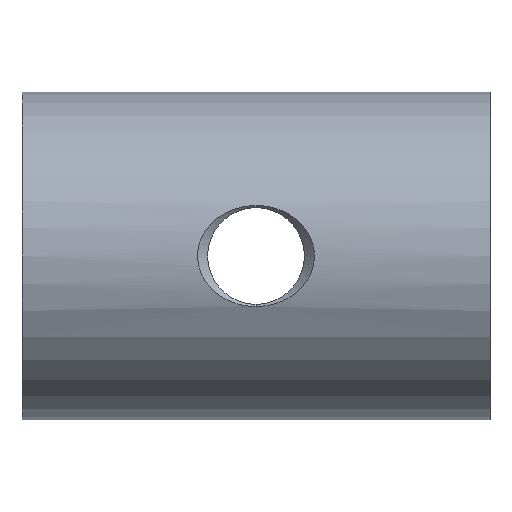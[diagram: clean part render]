
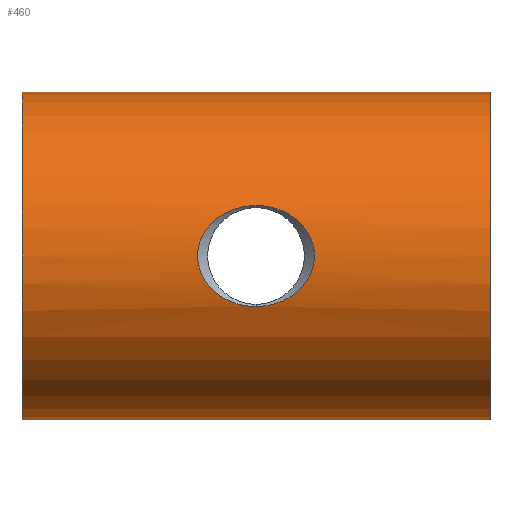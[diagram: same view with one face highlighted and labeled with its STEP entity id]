
A CAD part, front view. The second image highlights one B-rep face of the part: STEP entity #460.
In plain terms, the highlighted cylindrical face has radius 7 mm (diameter 14 mm), a partial arc.
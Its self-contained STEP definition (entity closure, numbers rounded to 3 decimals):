
#3 = CARTESIAN_POINT ( 'NONE',  ( 1.925, -6.664, -1.38 ) ) ;
#6 = ORIENTED_EDGE ( 'NONE', *, *, #100, .F. ) ;
#7 = CARTESIAN_POINT ( 'NONE',  ( 0.758, -6.49, 2.06 ) ) ;
#11 = CARTESIAN_POINT ( 'NONE',  ( -10., 0., 6.997 ) ) ;
#12 = VERTEX_POINT ( 'NONE', #128 ) ;
#14 = VERTEX_POINT ( 'NONE', #387 ) ;
#18 = FACE_OUTER_BOUND ( 'NONE', #274, .T. ) ;
#25 = CARTESIAN_POINT ( 'NONE',  ( 10., 0., -6.997 ) ) ;
#32 = CARTESIAN_POINT ( 'NONE',  ( -1.454, -6.576, 1.757 ) ) ;
#33 = CARTESIAN_POINT ( 'NONE',  ( 0., -6.459, 2.159 ) ) ;
#39 = CARTESIAN_POINT ( 'NONE',  ( 2.48, -6.795, -0.313 ) ) ;
#49 = EDGE_CURVE ( 'NONE', #125, #12, #83, .T. ) ;
#52 = EDGE_CURVE ( 'NONE', #280, #410, #205, .T. ) ;
#53 = DIRECTION ( 'NONE',  ( -1., 0., 0. ) ) ;
#56 = VECTOR ( 'NONE', #268, 1000. ) ;
#61 = CARTESIAN_POINT ( 'NONE',  ( -2.122, -6.707, 1.145 ) ) ;
#66 = DIRECTION ( 'NONE',  ( 1., 0., 0. ) ) ;
#67 = CARTESIAN_POINT ( 'NONE',  ( -0.153, -6.459, 2.159 ) ) ;
#68 = CARTESIAN_POINT ( 'NONE',  ( 2.125, -6.707, 1.141 ) ) ;
#70 = CARTESIAN_POINT ( 'NONE',  ( 0.153, -6.459, 2.159 ) ) ;
#73 = CARTESIAN_POINT ( 'NONE',  ( 2.5, -6.8, 0.147 ) ) ;
#83 = CIRCLE ( 'NONE', #140, 7. ) ;
#91 = VERTEX_POINT ( 'NONE', #206 ) ;
#94 = CARTESIAN_POINT ( 'NONE',  ( -1.459, -6.575, -1.772 ) ) ;
#95 = CARTESIAN_POINT ( 'NONE',  ( 1.459, -6.575, -1.771 ) ) ;
#96 = CARTESIAN_POINT ( 'NONE',  ( -1.192, -6.534, -1.914 ) ) ;
#100 = EDGE_CURVE ( 'NONE', #91, #12, #208, .T. ) ;
#104 = CARTESIAN_POINT ( 'NONE',  ( -2.207, -6.727, 1.02 ) ) ;
#107 = AXIS2_PLACEMENT_3D ( 'NONE', #204, #66, #167 ) ;
#125 = VERTEX_POINT ( 'NONE', #11 ) ;
#128 = CARTESIAN_POINT ( 'NONE',  ( -10., 0., -6.997 ) ) ;
#133 = CARTESIAN_POINT ( 'NONE',  ( -1.58, -6.597, 1.674 ) ) ;
#136 = CARTESIAN_POINT ( 'NONE',  ( 0.308, -6.459, -2.159 ) ) ;
#137 = CARTESIAN_POINT ( 'NONE',  ( -0.308, -6.463, 2.146 ) ) ;
#139 = CARTESIAN_POINT ( 'NONE',  ( -1.187, -6.537, 1.902 ) ) ;
#140 = AXIS2_PLACEMENT_3D ( 'NONE', #398, #168, #439 ) ;
#141 = CARTESIAN_POINT ( 'NONE',  ( 2.21, -6.727, 1.015 ) ) ;
#147 = CARTESIAN_POINT ( 'NONE',  ( 2.352, -6.762, 0.743 ) ) ;
#150 = CARTESIAN_POINT ( 'NONE',  ( 2.499, -6.8, -0.159 ) ) ;
#163 = FACE_BOUND ( 'NONE', #450, .T. ) ;
#167 = DIRECTION ( 'NONE',  ( 0., 0., -1. ) ) ;
#168 = DIRECTION ( 'NONE',  ( 1., 0., 0. ) ) ;
#170 = CARTESIAN_POINT ( 'NONE',  ( -2.406, -6.776, -0.603 ) ) ;
#172 = CARTESIAN_POINT ( 'NONE',  ( -2.349, -6.761, 0.749 ) ) ;
#173 = CARTESIAN_POINT ( 'NONE',  ( 0., -6.459, 2.159 ) ) ;
#178 = ORIENTED_EDGE ( 'NONE', *, *, #303, .F. ) ;
#180 = B_SPLINE_CURVE_WITH_KNOTS ( 'NONE', 3,
 ( #472, #136, #243, #466, #95, #392, #3, #227, #416, #330, #477, #39, #150, #73, #369, #223, #147, #141, #68, #270, #214, #443, #374, #7, #408, #186, #70, #33 ),
 .UNSPECIFIED., .F., .F.,
 ( 4, 2, 2, 2, 2, 2, 2, 2, 2, 2, 2, 2, 2, 4 ),
 ( 0.002, 0.003, 0.004, 0.004, 0.005, 0.005, 0.005, 0.006, 0.006, 0.007, 0.007, 0.008, 0.009, 0.009 ),
 .UNSPECIFIED. ) ;
#182 = EDGE_CURVE ( 'NONE', #14, #125, #434, .T. ) ;
#186 = CARTESIAN_POINT ( 'NONE',  ( 0.305, -6.463, 2.147 ) ) ;
#204 = CARTESIAN_POINT ( 'NONE',  ( 10., 0.2, 0. ) ) ;
#205 = B_SPLINE_CURVE_WITH_KNOTS ( 'NONE', 3,
 ( #396, #67, #137, #217, #364, #244, #139, #32, #133, #368, #212, #61, #104, #172, #284, #293, #394, #321, #319, #170, #210, #286, #441, #328, #362, #94, #96, #250, #360, #471 ),
 .UNSPECIFIED., .F., .F.,
 ( 4, 2, 2, 2, 2, 2, 2, 2, 2, 2, 2, 2, 2, 2, 4 ),
 ( 0.009, 0.01, 0.01, 0.01, 0.011, 0.011, 0.012, 0.012, 0.013, 0.013, 0.014, 0.014, 0.015, 0.016, 0.016 ),
 .UNSPECIFIED. ) ;
#206 = CARTESIAN_POINT ( 'NONE',  ( 10., 0., -6.997 ) ) ;
#207 = CARTESIAN_POINT ( 'NONE',  ( 10., 0., 6.997 ) ) ;
#208 = LINE ( 'NONE', #25, #56 ) ;
#210 = CARTESIAN_POINT ( 'NONE',  ( -2.35, -6.761, -0.746 ) ) ;
#212 = CARTESIAN_POINT ( 'NONE',  ( -1.926, -6.664, 1.378 ) ) ;
#214 = CARTESIAN_POINT ( 'NONE',  ( 1.819, -6.642, 1.482 ) ) ;
#217 = CARTESIAN_POINT ( 'NONE',  ( -0.61, -6.479, 2.097 ) ) ;
#223 = CARTESIAN_POINT ( 'NONE',  ( 2.407, -6.776, 0.599 ) ) ;
#227 = CARTESIAN_POINT ( 'NONE',  ( 2.118, -6.706, -1.15 ) ) ;
#236 = CARTESIAN_POINT ( 'NONE',  ( 0., -6.459, -2.159 ) ) ;
#237 = DIRECTION ( 'NONE',  ( -1., 0., 0. ) ) ;
#243 = CARTESIAN_POINT ( 'NONE',  ( 0.61, -6.475, -2.11 ) ) ;
#244 = CARTESIAN_POINT ( 'NONE',  ( -1.045, -6.519, 1.963 ) ) ;
#250 = CARTESIAN_POINT ( 'NONE',  ( -0.61, -6.475, -2.11 ) ) ;
#253 = EDGE_CURVE ( 'NONE', #14, #91, #435, .T. ) ;
#268 = DIRECTION ( 'NONE',  ( -1., 0., 0. ) ) ;
#270 = CARTESIAN_POINT ( 'NONE',  ( 1.93, -6.665, 1.375 ) ) ;
#273 = ORIENTED_EDGE ( 'NONE', *, *, #49, .T. ) ;
#274 = EDGE_LOOP ( 'NONE', ( #273, #6, #383, #373 ) ) ;
#280 = VERTEX_POINT ( 'NONE', #173 ) ;
#284 = CARTESIAN_POINT ( 'NONE',  ( -2.405, -6.775, 0.605 ) ) ;
#286 = CARTESIAN_POINT ( 'NONE',  ( -2.209, -6.727, -1.017 ) ) ;
#293 = CARTESIAN_POINT ( 'NONE',  ( -2.48, -6.795, 0.31 ) ) ;
#303 = EDGE_CURVE ( 'NONE', #410, #280, #180, .T. ) ;
#305 = CARTESIAN_POINT ( 'NONE',  ( 10., 0.2, 0. ) ) ;
#315 = VECTOR ( 'NONE', #53, 1000. ) ;
#319 = CARTESIAN_POINT ( 'NONE',  ( -2.481, -6.795, -0.304 ) ) ;
#321 = CARTESIAN_POINT ( 'NONE',  ( -2.5, -6.8, -0.152 ) ) ;
#328 = CARTESIAN_POINT ( 'NONE',  ( -1.927, -6.664, -1.378 ) ) ;
#330 = CARTESIAN_POINT ( 'NONE',  ( 2.348, -6.761, -0.752 ) ) ;
#360 = CARTESIAN_POINT ( 'NONE',  ( -0.308, -6.459, -2.159 ) ) ;
#362 = CARTESIAN_POINT ( 'NONE',  ( -1.817, -6.642, -1.484 ) ) ;
#364 = CARTESIAN_POINT ( 'NONE',  ( -0.757, -6.49, 2.06 ) ) ;
#368 = CARTESIAN_POINT ( 'NONE',  ( -1.816, -6.641, 1.486 ) ) ;
#369 = CARTESIAN_POINT ( 'NONE',  ( 2.481, -6.795, 0.302 ) ) ;
#370 = ORIENTED_EDGE ( 'NONE', *, *, #52, .F. ) ;
#373 = ORIENTED_EDGE ( 'NONE', *, *, #182, .T. ) ;
#374 = CARTESIAN_POINT ( 'NONE',  ( 1.191, -6.534, 1.914 ) ) ;
#383 = ORIENTED_EDGE ( 'NONE', *, *, #253, .F. ) ;
#385 = CYLINDRICAL_SURFACE ( 'NONE', #428, 7. ) ;
#387 = CARTESIAN_POINT ( 'NONE',  ( 10., 0., 6.997 ) ) ;
#392 = CARTESIAN_POINT ( 'NONE',  ( 1.816, -6.641, -1.485 ) ) ;
#394 = CARTESIAN_POINT ( 'NONE',  ( -2.5, -6.8, 0.156 ) ) ;
#396 = CARTESIAN_POINT ( 'NONE',  ( 0., -6.459, 2.159 ) ) ;
#398 = CARTESIAN_POINT ( 'NONE',  ( -10., 0.2, 0. ) ) ;
#408 = CARTESIAN_POINT ( 'NONE',  ( 0.608, -6.478, 2.098 ) ) ;
#410 = VERTEX_POINT ( 'NONE', #236 ) ;
#416 = CARTESIAN_POINT ( 'NONE',  ( 2.205, -6.726, -1.023 ) ) ;
#426 = DIRECTION ( 'NONE',  ( 0., 0., 1. ) ) ;
#428 = AXIS2_PLACEMENT_3D ( 'NONE', #305, #237, #426 ) ;
#434 = LINE ( 'NONE', #207, #315 ) ;
#435 = CIRCLE ( 'NONE', #107, 7. ) ;
#439 = DIRECTION ( 'NONE',  ( 0., 0., -1. ) ) ;
#441 = CARTESIAN_POINT ( 'NONE',  ( -2.122, -6.707, -1.145 ) ) ;
#443 = CARTESIAN_POINT ( 'NONE',  ( 1.465, -6.576, 1.768 ) ) ;
#450 = EDGE_LOOP ( 'NONE', ( #178, #370 ) ) ;
#460 = ADVANCED_FACE ( 'CYL_0', ( #18, #163 ), #385, .T. ) ;
#466 = CARTESIAN_POINT ( 'NONE',  ( 1.191, -6.534, -1.914 ) ) ;
#471 = CARTESIAN_POINT ( 'NONE',  ( 0., -6.459, -2.159 ) ) ;
#472 = CARTESIAN_POINT ( 'NONE',  ( 0., -6.459, -2.159 ) ) ;
#477 = CARTESIAN_POINT ( 'NONE',  ( 2.403, -6.775, -0.611 ) ) ;
